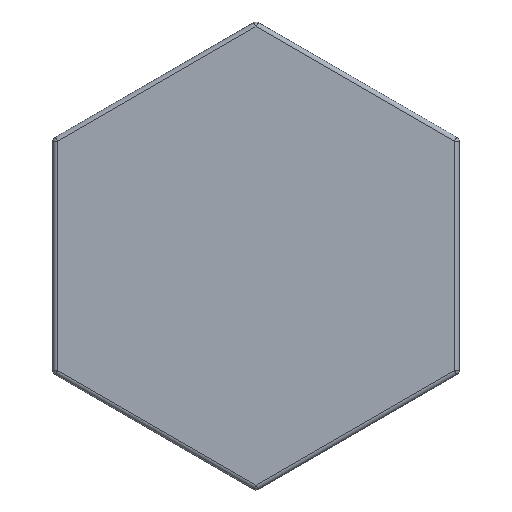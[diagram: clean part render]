
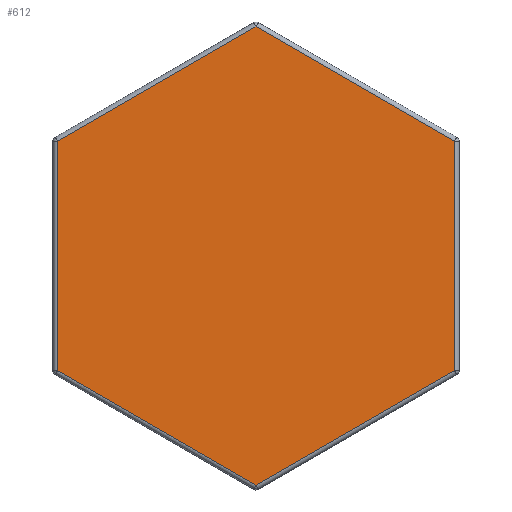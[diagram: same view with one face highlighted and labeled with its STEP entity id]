
A CAD part, top view. The second image highlights one B-rep face of the part: STEP entity #612.
In plain terms, the highlighted planar face has unit normal (0, 0, 1).
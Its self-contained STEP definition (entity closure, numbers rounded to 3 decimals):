
#120=FACE_OUTER_BOUND('',#163,.T.);
#163=EDGE_LOOP('',(#533,#534,#535,#536,#537,#538));
#191=LINE('',#1016,#239);
#199=LINE('',#1049,#247);
#203=LINE('',#1062,#251);
#205=LINE('',#1065,#253);
#207=LINE('',#1068,#255);
#213=LINE('',#1077,#261);
#239=VECTOR('',#820,10.);
#247=VECTOR('',#860,10.);
#251=VECTOR('',#876,10.);
#253=VECTOR('',#880,10.);
#255=VECTOR('',#884,10.);
#261=VECTOR('',#896,10.);
#283=VERTEX_POINT('',#970);
#289=VERTEX_POINT('',#990);
#295=VERTEX_POINT('',#1007);
#301=VERTEX_POINT('',#1030);
#304=VERTEX_POINT('',#1040);
#307=VERTEX_POINT('',#1053);
#355=EDGE_CURVE('',#283,#295,#191,.T.);
#372=EDGE_CURVE('',#295,#304,#199,.T.);
#379=EDGE_CURVE('',#304,#307,#203,.T.);
#381=EDGE_CURVE('',#307,#301,#205,.T.);
#383=EDGE_CURVE('',#301,#289,#207,.T.);
#389=EDGE_CURVE('',#289,#283,#213,.T.);
#533=ORIENTED_EDGE('',*,*,#355,.F.);
#534=ORIENTED_EDGE('',*,*,#389,.F.);
#535=ORIENTED_EDGE('',*,*,#383,.F.);
#536=ORIENTED_EDGE('',*,*,#381,.F.);
#537=ORIENTED_EDGE('',*,*,#379,.F.);
#538=ORIENTED_EDGE('',*,*,#372,.F.);
#569=PLANE('',#705);
#612=ADVANCED_FACE('',(#120),#569,.T.);
#705=AXIS2_PLACEMENT_3D('',#1085,#908,#909);
#820=DIRECTION('',(0.866,-0.5,0.));
#860=DIRECTION('',(0.,-1.,0.));
#876=DIRECTION('',(-0.866,-0.5,0.));
#880=DIRECTION('',(-0.866,0.5,0.));
#884=DIRECTION('',(0.,1.,0.));
#896=DIRECTION('',(0.866,0.5,0.));
#908=DIRECTION('center_axis',(0.,0.,1.));
#909=DIRECTION('ref_axis',(1.,0.,0.));
#970=CARTESIAN_POINT('',(0.,9.769,7.));
#990=CARTESIAN_POINT('',(-8.46,4.885,7.));
#1007=CARTESIAN_POINT('',(8.46,4.885,7.));
#1016=CARTESIAN_POINT('',(6.395,6.077,7.));
#1030=CARTESIAN_POINT('',(-8.46,-4.885,7.));
#1040=CARTESIAN_POINT('',(8.46,-4.885,7.));
#1049=CARTESIAN_POINT('',(8.46,-2.5,7.));
#1053=CARTESIAN_POINT('',(0.,-9.769,7.));
#1062=CARTESIAN_POINT('',(2.065,-8.577,7.));
#1065=CARTESIAN_POINT('',(-6.395,-6.077,7.));
#1068=CARTESIAN_POINT('',(-8.46,2.5,7.));
#1077=CARTESIAN_POINT('',(-2.065,8.577,7.));
#1085=CARTESIAN_POINT('Origin',(0.,0.,7.));
